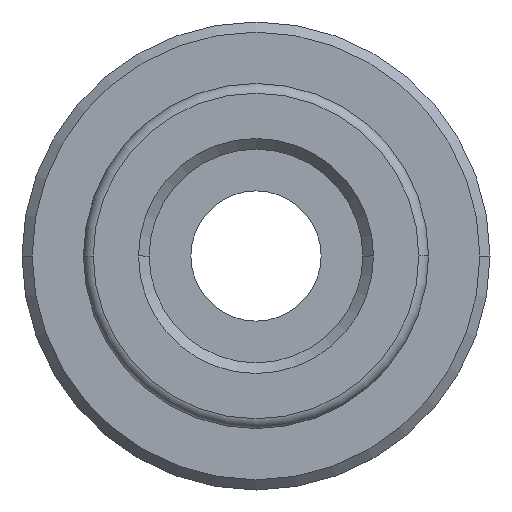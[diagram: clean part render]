
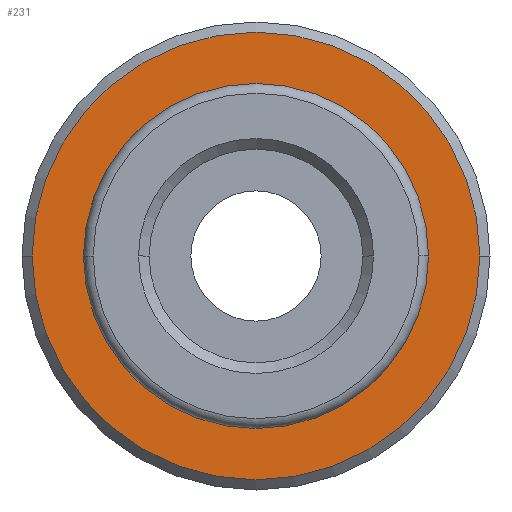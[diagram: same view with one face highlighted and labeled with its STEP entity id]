
A CAD part, front view. The second image highlights one B-rep face of the part: STEP entity #231.
In plain terms, the highlighted planar face has unit normal (0, -1, 0).
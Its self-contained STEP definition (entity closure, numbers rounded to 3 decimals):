
#231=ADVANCED_FACE('',(#514,#515),#516,.T.);
#514=FACE_OUTER_BOUND('',#849,.T.);
#515=FACE_BOUND('',#850,.T.);
#516=PLANE('',#851);
#849=EDGE_LOOP('',(#1440,#1441));
#850=EDGE_LOOP('',(#1442,#1443));
#851=AXIS2_PLACEMENT_3D('',#1444,#1445,#1446);
#1440=ORIENTED_EDGE('',*,*,#1869,.F.);
#1441=ORIENTED_EDGE('',*,*,#1949,.F.);
#1442=ORIENTED_EDGE('',*,*,#2082,.T.);
#1443=ORIENTED_EDGE('',*,*,#2046,.T.);
#1444=CARTESIAN_POINT('',(9.5,4.0,0.0));
#1445=DIRECTION('',(0.,-1.0,0.0));
#1446=DIRECTION('',(-1.0,0.,-0.0));
#1869=EDGE_CURVE('',#2187,#2190,#2191,.T.);
#1949=EDGE_CURVE('',#2190,#2187,#2326,.T.);
#2046=EDGE_CURVE('',#2468,#2466,#2469,.T.);
#2082=EDGE_CURVE('',#2466,#2468,#2514,.T.);
#2187=VERTEX_POINT('',#2628);
#2190=VERTEX_POINT('',#2632);
#2191=CIRCLE('',#2633,11.0);
#2326=CIRCLE('',#2946,11.0);
#2466=VERTEX_POINT('',#3152);
#2468=VERTEX_POINT('',#3155);
#2469=CIRCLE('',#3156,8.0);
#2514=CIRCLE('',#3232,8.0);
#2628=CARTESIAN_POINT('',(11.0,4.0,0.0));
#2632=CARTESIAN_POINT('',(-11.0,4.0,0.));
#2633=AXIS2_PLACEMENT_3D('',#3409,#3410,#3411);
#2946=AXIS2_PLACEMENT_3D('',#3511,#3512,#3513);
#3152=CARTESIAN_POINT('',(8.0,4.0,0.0));
#3155=CARTESIAN_POINT('',(-8.0,4.0,0.));
#3156=AXIS2_PLACEMENT_3D('',#3672,#3673,#3674);
#3232=AXIS2_PLACEMENT_3D('',#3723,#3724,#3725);
#3409=CARTESIAN_POINT('',(0.0,4.0,0.0));
#3410=DIRECTION('',(-0.0,1.0,0.0));
#3411=DIRECTION('',(1.0,0.0,0.0));
#3511=CARTESIAN_POINT('',(0.0,4.0,0.0));
#3512=DIRECTION('',(-0.0,1.0,0.0));
#3513=DIRECTION('',(1.0,0.0,0.0));
#3672=CARTESIAN_POINT('',(0.0,4.0,0.0));
#3673=DIRECTION('',(-0.0,1.0,0.0));
#3674=DIRECTION('',(1.0,0.0,0.0));
#3723=CARTESIAN_POINT('',(0.0,4.0,0.0));
#3724=DIRECTION('',(-0.0,1.0,0.0));
#3725=DIRECTION('',(1.0,0.0,0.0));
